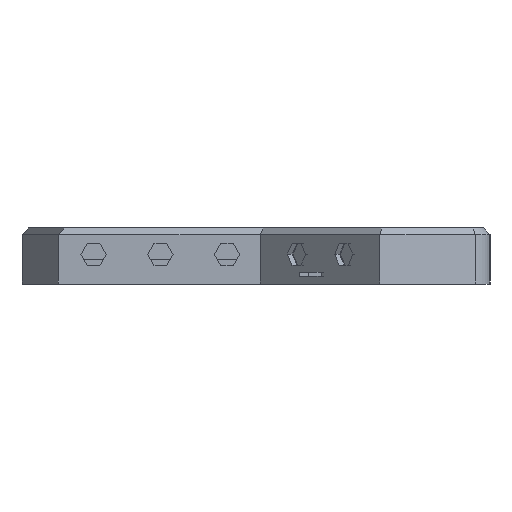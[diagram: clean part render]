
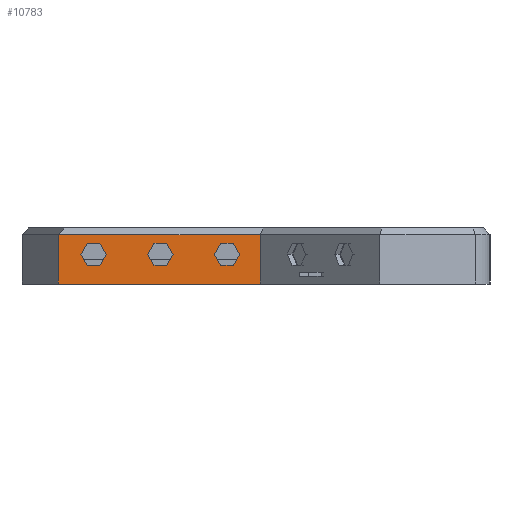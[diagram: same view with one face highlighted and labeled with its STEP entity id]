
A CAD part, left-side view. The second image highlights one B-rep face of the part: STEP entity #10783.
In plain terms, the highlighted planar face has unit normal (-1, 0, 0).
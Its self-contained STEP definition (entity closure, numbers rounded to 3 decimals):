
#83=FACE_BOUND('',#1296,.T.);
#84=FACE_BOUND('',#1297,.T.);
#85=FACE_BOUND('',#1298,.T.);
#675=FACE_OUTER_BOUND('',#1295,.T.);
#1295=EDGE_LOOP('',(#8696,#8697,#8698,#8699));
#1296=EDGE_LOOP('',(#8700,#8701,#8702,#8703,#8704,#8705));
#1297=EDGE_LOOP('',(#8706,#8707,#8708,#8709,#8710,#8711));
#1298=EDGE_LOOP('',(#8712,#8713,#8714,#8715,#8716,#8717));
#2378=LINE('',#16259,#3778);
#2415=LINE('',#16351,#3815);
#2416=LINE('',#16354,#3816);
#2417=LINE('',#16355,#3817);
#2418=LINE('',#16358,#3818);
#2419=LINE('',#16360,#3819);
#2420=LINE('',#16362,#3820);
#2421=LINE('',#16364,#3821);
#2422=LINE('',#16366,#3822);
#2423=LINE('',#16367,#3823);
#2424=LINE('',#16370,#3824);
#2425=LINE('',#16372,#3825);
#2426=LINE('',#16374,#3826);
#2427=LINE('',#16376,#3827);
#2428=LINE('',#16378,#3828);
#2429=LINE('',#16379,#3829);
#2430=LINE('',#16382,#3830);
#2431=LINE('',#16384,#3831);
#2432=LINE('',#16386,#3832);
#2433=LINE('',#16388,#3833);
#2434=LINE('',#16390,#3834);
#2435=LINE('',#16391,#3835);
#3778=VECTOR('',#13275,10.);
#3815=VECTOR('',#13380,10.);
#3816=VECTOR('',#13383,10.);
#3817=VECTOR('',#13384,10.);
#3818=VECTOR('',#13385,10.);
#3819=VECTOR('',#13386,10.);
#3820=VECTOR('',#13387,10.);
#3821=VECTOR('',#13388,10.);
#3822=VECTOR('',#13389,10.);
#3823=VECTOR('',#13390,10.);
#3824=VECTOR('',#13391,10.);
#3825=VECTOR('',#13392,10.);
#3826=VECTOR('',#13393,10.);
#3827=VECTOR('',#13394,10.);
#3828=VECTOR('',#13395,10.);
#3829=VECTOR('',#13396,10.);
#3830=VECTOR('',#13397,10.);
#3831=VECTOR('',#13398,10.);
#3832=VECTOR('',#13399,10.);
#3833=VECTOR('',#13400,10.);
#3834=VECTOR('',#13401,10.);
#3835=VECTOR('',#13402,10.);
#4965=VERTEX_POINT('',#16252);
#4967=VERTEX_POINT('',#16258);
#4988=VERTEX_POINT('',#16349);
#4989=VERTEX_POINT('',#16353);
#4990=VERTEX_POINT('',#16356);
#4991=VERTEX_POINT('',#16357);
#4992=VERTEX_POINT('',#16359);
#4993=VERTEX_POINT('',#16361);
#4994=VERTEX_POINT('',#16363);
#4995=VERTEX_POINT('',#16365);
#4996=VERTEX_POINT('',#16368);
#4997=VERTEX_POINT('',#16369);
#4998=VERTEX_POINT('',#16371);
#4999=VERTEX_POINT('',#16373);
#5000=VERTEX_POINT('',#16375);
#5001=VERTEX_POINT('',#16377);
#5002=VERTEX_POINT('',#16380);
#5003=VERTEX_POINT('',#16381);
#5004=VERTEX_POINT('',#16383);
#5005=VERTEX_POINT('',#16385);
#5006=VERTEX_POINT('',#16387);
#5007=VERTEX_POINT('',#16389);
#6256=EDGE_CURVE('',#4967,#4965,#2378,.T.);
#6303=EDGE_CURVE('',#4988,#4965,#2415,.T.);
#6304=EDGE_CURVE('',#4988,#4989,#2416,.T.);
#6305=EDGE_CURVE('',#4989,#4967,#2417,.T.);
#6306=EDGE_CURVE('',#4990,#4991,#2418,.T.);
#6307=EDGE_CURVE('',#4992,#4990,#2419,.T.);
#6308=EDGE_CURVE('',#4993,#4992,#2420,.T.);
#6309=EDGE_CURVE('',#4994,#4993,#2421,.T.);
#6310=EDGE_CURVE('',#4995,#4994,#2422,.T.);
#6311=EDGE_CURVE('',#4991,#4995,#2423,.T.);
#6312=EDGE_CURVE('',#4996,#4997,#2424,.T.);
#6313=EDGE_CURVE('',#4998,#4996,#2425,.T.);
#6314=EDGE_CURVE('',#4999,#4998,#2426,.T.);
#6315=EDGE_CURVE('',#5000,#4999,#2427,.T.);
#6316=EDGE_CURVE('',#5001,#5000,#2428,.T.);
#6317=EDGE_CURVE('',#4997,#5001,#2429,.T.);
#6318=EDGE_CURVE('',#5002,#5003,#2430,.T.);
#6319=EDGE_CURVE('',#5004,#5002,#2431,.T.);
#6320=EDGE_CURVE('',#5005,#5004,#2432,.T.);
#6321=EDGE_CURVE('',#5006,#5005,#2433,.T.);
#6322=EDGE_CURVE('',#5007,#5006,#2434,.T.);
#6323=EDGE_CURVE('',#5003,#5007,#2435,.T.);
#8696=ORIENTED_EDGE('',*,*,#6256,.T.);
#8697=ORIENTED_EDGE('',*,*,#6303,.F.);
#8698=ORIENTED_EDGE('',*,*,#6304,.T.);
#8699=ORIENTED_EDGE('',*,*,#6305,.T.);
#8700=ORIENTED_EDGE('',*,*,#6306,.F.);
#8701=ORIENTED_EDGE('',*,*,#6307,.F.);
#8702=ORIENTED_EDGE('',*,*,#6308,.F.);
#8703=ORIENTED_EDGE('',*,*,#6309,.F.);
#8704=ORIENTED_EDGE('',*,*,#6310,.F.);
#8705=ORIENTED_EDGE('',*,*,#6311,.F.);
#8706=ORIENTED_EDGE('',*,*,#6312,.F.);
#8707=ORIENTED_EDGE('',*,*,#6313,.F.);
#8708=ORIENTED_EDGE('',*,*,#6314,.F.);
#8709=ORIENTED_EDGE('',*,*,#6315,.F.);
#8710=ORIENTED_EDGE('',*,*,#6316,.F.);
#8711=ORIENTED_EDGE('',*,*,#6317,.F.);
#8712=ORIENTED_EDGE('',*,*,#6318,.F.);
#8713=ORIENTED_EDGE('',*,*,#6319,.F.);
#8714=ORIENTED_EDGE('',*,*,#6320,.F.);
#8715=ORIENTED_EDGE('',*,*,#6321,.F.);
#8716=ORIENTED_EDGE('',*,*,#6322,.F.);
#8717=ORIENTED_EDGE('',*,*,#6323,.F.);
#10251=PLANE('',#11442);
#10783=ADVANCED_FACE('',(#675,#83,#84,#85),#10251,.F.);
#11442=AXIS2_PLACEMENT_3D('',#16352,#13381,#13382);
#13275=DIRECTION('',(0.,1.,0.));
#13380=DIRECTION('',(0.,0.,1.));
#13381=DIRECTION('center_axis',(1.,0.,0.));
#13382=DIRECTION('ref_axis',(0.,-1.,0.));
#13383=DIRECTION('',(0.,-1.,0.));
#13384=DIRECTION('',(0.,0.,1.));
#13385=DIRECTION('',(0.,0.5,0.866));
#13386=DIRECTION('',(0.,-0.5,0.866));
#13387=DIRECTION('',(0.,-1.,0.));
#13388=DIRECTION('',(0.,-0.5,-0.866));
#13389=DIRECTION('',(0.,0.5,-0.866));
#13390=DIRECTION('',(0.,1.,0.));
#13391=DIRECTION('',(0.,1.,-0.001));
#13392=DIRECTION('',(0.,0.501,0.865));
#13393=DIRECTION('',(0.,-0.499,0.867));
#13394=DIRECTION('',(0.,-1.,0.001));
#13395=DIRECTION('',(0.,-0.501,-0.865));
#13396=DIRECTION('',(0.,0.499,-0.867));
#13397=DIRECTION('',(0.,0.501,0.865));
#13398=DIRECTION('',(0.,-0.499,0.867));
#13399=DIRECTION('',(0.,-1.,0.001));
#13400=DIRECTION('',(0.,-0.501,-0.865));
#13401=DIRECTION('',(0.,0.499,-0.867));
#13402=DIRECTION('',(0.,1.,-0.001));
#16252=CARTESIAN_POINT('',(-110.5,-18.696,3.9));
#16258=CARTESIAN_POINT('',(-110.5,-64.091,3.9));
#16259=CARTESIAN_POINT('',(-110.5,-40.903,3.9));
#16349=CARTESIAN_POINT('',(-110.5,-18.696,-7.2));
#16351=CARTESIAN_POINT('',(-110.5,-18.696,-1.6));
#16352=CARTESIAN_POINT('Origin',(-110.5,-18.696,-1.6));
#16353=CARTESIAN_POINT('',(-110.5,-64.091,-7.2));
#16354=CARTESIAN_POINT('',(-110.5,-64.091,-7.2));
#16355=CARTESIAN_POINT('',(-110.5,-64.091,-1.6));
#16356=CARTESIAN_POINT('',(-110.5,-29.449,-0.5));
#16357=CARTESIAN_POINT('',(-110.5,-28.02,1.975));
#16358=CARTESIAN_POINT('',(-110.5,-28.343,1.416));
#16359=CARTESIAN_POINT('',(-110.5,-28.02,-2.975));
#16360=CARTESIAN_POINT('',(-110.5,-27.152,-4.478));
#16361=CARTESIAN_POINT('',(-110.5,-25.162,-2.975));
#16362=CARTESIAN_POINT('',(-110.5,-21.929,-2.975));
#16363=CARTESIAN_POINT('',(-110.5,-23.733,-0.5));
#16364=CARTESIAN_POINT('',(-110.5,-23.342,0.178));
#16365=CARTESIAN_POINT('',(-110.5,-25.162,1.975));
#16366=CARTESIAN_POINT('',(-110.5,-23.58,-0.766));
#16367=CARTESIAN_POINT('',(-110.5,-23.358,1.975));
#16368=CARTESIAN_POINT('',(-110.5,-43.017,1.977));
#16369=CARTESIAN_POINT('',(-110.5,-40.159,1.973));
#16370=CARTESIAN_POINT('',(-110.5,-30.854,1.961));
#16371=CARTESIAN_POINT('',(-110.5,-44.449,-0.496));
#16372=CARTESIAN_POINT('',(-110.5,-41.455,4.674));
#16373=CARTESIAN_POINT('',(-110.5,-43.023,-2.973));
#16374=CARTESIAN_POINT('',(-110.5,-40.293,-7.717));
#16375=CARTESIAN_POINT('',(-110.5,-40.166,-2.977));
#16376=CARTESIAN_POINT('',(-110.5,-29.432,-2.991));
#16377=CARTESIAN_POINT('',(-110.5,-38.733,-0.504));
#16378=CARTESIAN_POINT('',(-110.5,-36.455,3.43));
#16379=CARTESIAN_POINT('',(-110.5,-36.716,-4.009));
#16380=CARTESIAN_POINT('',(-110.5,-59.449,-0.496));
#16381=CARTESIAN_POINT('',(-110.5,-58.017,1.977));
#16382=CARTESIAN_POINT('',(-110.5,-54.572,7.927));
#16383=CARTESIAN_POINT('',(-110.5,-58.023,-2.973));
#16384=CARTESIAN_POINT('',(-110.5,-53.426,-10.959));
#16385=CARTESIAN_POINT('',(-110.5,-55.166,-2.977));
#16386=CARTESIAN_POINT('',(-110.5,-36.932,-3.));
#16387=CARTESIAN_POINT('',(-110.5,-53.733,-0.504));
#16388=CARTESIAN_POINT('',(-110.5,-49.572,6.683));
#16389=CARTESIAN_POINT('',(-110.5,-55.159,1.973));
#16390=CARTESIAN_POINT('',(-110.5,-49.849,-7.252));
#16391=CARTESIAN_POINT('',(-110.5,-38.354,1.952));
